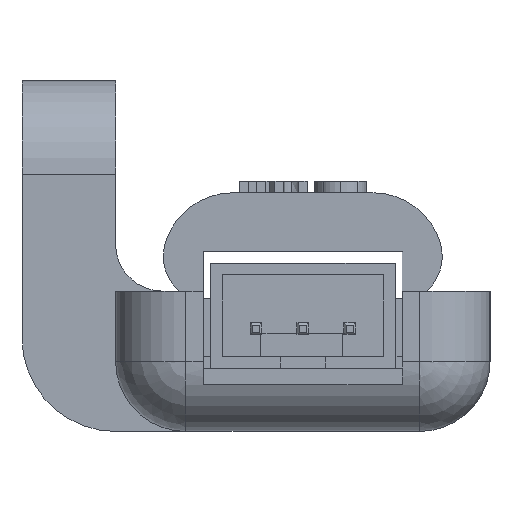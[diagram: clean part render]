
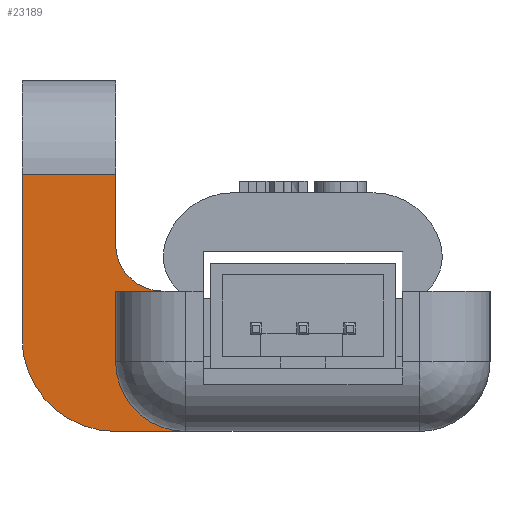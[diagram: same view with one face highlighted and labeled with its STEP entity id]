
A CAD part, left-side view. The second image highlights one B-rep face of the part: STEP entity #23189.
In plain terms, the highlighted planar face has unit normal (-1, 0, 0).
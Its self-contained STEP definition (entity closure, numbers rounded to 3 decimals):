
#365 = DIRECTION ( 'NONE',  ( 0., 0., -1. ) ) ;
#943 = ORIENTED_EDGE ( 'NONE', *, *, #33256, .T. ) ;
#1309 = CARTESIAN_POINT ( 'NONE',  ( -147.53, 51.152, 0. ) ) ;
#2074 = VECTOR ( 'NONE', #27125, 1000. ) ;
#3255 = LINE ( 'NONE', #38268, #32591 ) ;
#3387 = CARTESIAN_POINT ( 'NONE',  ( -147.53, 51.152, 4. ) ) ;
#3764 = VERTEX_POINT ( 'NONE', #38937 ) ;
#3992 = LINE ( 'NONE', #4408, #19246 ) ;
#4071 = VERTEX_POINT ( 'NONE', #28258 ) ;
#4408 = CARTESIAN_POINT ( 'NONE',  ( -147.53, 51.152, 11. ) ) ;
#4787 = AXIS2_PLACEMENT_3D ( 'NONE', #22959, #19646, #22757 ) ;
#5203 = CIRCLE ( 'NONE', #40493, 3. ) ;
#6736 = CARTESIAN_POINT ( 'NONE',  ( -147.53, 45.152, 6. ) ) ;
#6794 = ORIENTED_EDGE ( 'NONE', *, *, #20355, .F. ) ;
#6953 = EDGE_CURVE ( 'NONE', #33681, #40065, #26175, .T. ) ;
#7921 = VERTEX_POINT ( 'NONE', #6736 ) ;
#8198 = LINE ( 'NONE', #1309, #2074 ) ;
#9135 = VERTEX_POINT ( 'NONE', #22244 ) ;
#9550 = CARTESIAN_POINT ( 'NONE',  ( -147.53, 0., 0. ) ) ;
#9952 = EDGE_CURVE ( 'NONE', #3764, #9135, #5203, .T. ) ;
#10872 = DIRECTION ( 'NONE',  ( 0., 1., 0. ) ) ;
#11160 = VERTEX_POINT ( 'NONE', #18070 ) ;
#11343 = ORIENTED_EDGE ( 'NONE', *, *, #32831, .T. ) ;
#11379 = VERTEX_POINT ( 'NONE', #17193 ) ;
#12025 = EDGE_LOOP ( 'NONE', ( #943, #40734, #11343, #25846, #39068, #30043, #38471, #6794, #13981 ) ) ;
#13950 = CARTESIAN_POINT ( 'NONE',  ( -147.53, 45.152, 8. ) ) ;
#13981 = ORIENTED_EDGE ( 'NONE', *, *, #9952, .T. ) ;
#14864 = CARTESIAN_POINT ( 'NONE',  ( -147.53, 0., 6. ) ) ;
#15060 = LINE ( 'NONE', #14864, #17502 ) ;
#16308 = FACE_OUTER_BOUND ( 'NONE', #12025, .T. ) ;
#16533 = LINE ( 'NONE', #35085, #32768 ) ;
#16997 = DIRECTION ( 'NONE',  ( -1., 0., 0. ) ) ;
#17184 = EDGE_CURVE ( 'NONE', #33681, #11379, #8198, .T. ) ;
#17193 = CARTESIAN_POINT ( 'NONE',  ( -147.53, 51.152, 11. ) ) ;
#17502 = VECTOR ( 'NONE', #37136, 1000. ) ;
#17811 = DIRECTION ( 'NONE',  ( 0., 0., -1. ) ) ;
#18070 = CARTESIAN_POINT ( 'NONE',  ( -147.53, 47.152, 11. ) ) ;
#19246 = VECTOR ( 'NONE', #10872, 1000. ) ;
#19646 = DIRECTION ( 'NONE',  ( 1., 0., 0. ) ) ;
#19864 = DIRECTION ( 'NONE',  ( 0., 0., 1. ) ) ;
#20355 = EDGE_CURVE ( 'NONE', #3764, #40065, #28284, .T. ) ;
#20965 = DIRECTION ( 'NONE',  ( 0., 1., 0. ) ) ;
#22244 = CARTESIAN_POINT ( 'NONE',  ( -147.53, 47.152, 3. ) ) ;
#22757 = DIRECTION ( 'NONE',  ( 0., 0., -1. ) ) ;
#22959 = CARTESIAN_POINT ( 'NONE',  ( -147.53, 51.152, 0. ) ) ;
#23047 = DIRECTION ( 'NONE',  ( 1., 0., 0. ) ) ;
#23189 = ADVANCED_FACE ( 'NONE', ( #16308 ), #26087, .F. ) ;
#25059 = CARTESIAN_POINT ( 'NONE',  ( -147.53, 47.152, 0. ) ) ;
#25846 = ORIENTED_EDGE ( 'NONE', *, *, #40702, .T. ) ;
#26087 = PLANE ( 'NONE',  #4787 ) ;
#26175 = CIRCLE ( 'NONE', #34177, 4. ) ;
#27125 = DIRECTION ( 'NONE',  ( 0., 0., 1. ) ) ;
#27476 = DIRECTION ( 'NONE',  ( 1., 0., 0. ) ) ;
#28258 = CARTESIAN_POINT ( 'NONE',  ( -147.53, 47.152, 6. ) ) ;
#28284 = LINE ( 'NONE', #9550, #37248 ) ;
#28909 = EDGE_CURVE ( 'NONE', #7921, #4071, #15060, .T. ) ;
#30043 = ORIENTED_EDGE ( 'NONE', *, *, #17184, .F. ) ;
#32212 = DIRECTION ( 'NONE',  ( 0., 0., 1. ) ) ;
#32591 = VECTOR ( 'NONE', #32212, 1000. ) ;
#32768 = VECTOR ( 'NONE', #19864, 1000. ) ;
#32831 = EDGE_CURVE ( 'NONE', #7921, #40120, #38741, .T. ) ;
#33096 = DIRECTION ( 'NONE',  ( 0., 0., -1. ) ) ;
#33256 = EDGE_CURVE ( 'NONE', #9135, #4071, #16533, .T. ) ;
#33681 = VERTEX_POINT ( 'NONE', #3387 ) ;
#34177 = AXIS2_PLACEMENT_3D ( 'NONE', #39503, #16997, #17811 ) ;
#34955 = CARTESIAN_POINT ( 'NONE',  ( -147.53, 44.152, 3. ) ) ;
#35085 = CARTESIAN_POINT ( 'NONE',  ( -147.53, 47.152, 0. ) ) ;
#37136 = DIRECTION ( 'NONE',  ( 0., 1., 0. ) ) ;
#37248 = VECTOR ( 'NONE', #20965, 1000. ) ;
#37572 = CARTESIAN_POINT ( 'NONE',  ( -147.53, 47.152, 8. ) ) ;
#38268 = CARTESIAN_POINT ( 'NONE',  ( -147.53, 47.152, 0. ) ) ;
#38471 = ORIENTED_EDGE ( 'NONE', *, *, #6953, .T. ) ;
#38741 = CIRCLE ( 'NONE', #40758, 2. ) ;
#38937 = CARTESIAN_POINT ( 'NONE',  ( -147.53, 44.152, 0. ) ) ;
#39068 = ORIENTED_EDGE ( 'NONE', *, *, #39145, .T. ) ;
#39145 = EDGE_CURVE ( 'NONE', #11160, #11379, #3992, .T. ) ;
#39503 = CARTESIAN_POINT ( 'NONE',  ( -147.53, 47.152, 4. ) ) ;
#40065 = VERTEX_POINT ( 'NONE', #25059 ) ;
#40120 = VERTEX_POINT ( 'NONE', #37572 ) ;
#40493 = AXIS2_PLACEMENT_3D ( 'NONE', #34955, #23047, #365 ) ;
#40702 = EDGE_CURVE ( 'NONE', #40120, #11160, #3255, .T. ) ;
#40734 = ORIENTED_EDGE ( 'NONE', *, *, #28909, .F. ) ;
#40758 = AXIS2_PLACEMENT_3D ( 'NONE', #13950, #27476, #33096 ) ;
